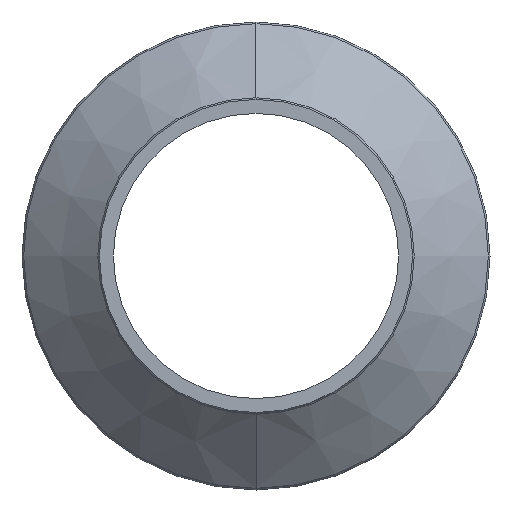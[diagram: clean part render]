
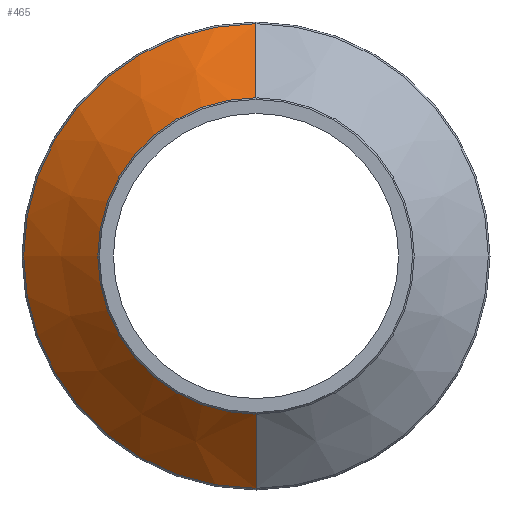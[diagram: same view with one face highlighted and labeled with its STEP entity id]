
A CAD part, left-side view. The second image highlights one B-rep face of the part: STEP entity #465.
In plain terms, the highlighted conical face has half-angle 49 degrees and reference radius 34 mm.
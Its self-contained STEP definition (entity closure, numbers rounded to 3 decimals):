
#16 = CONICAL_SURFACE ( 'NONE', #411, 34., 0.855 ) ;
#48 = VERTEX_POINT ( 'NONE', #539 ) ;
#125 = EDGE_CURVE ( 'NONE', #1194, #48, #319, .T. ) ;
#144 = CIRCLE ( 'NONE', #1116, 33.392 ) ;
#173 = CARTESIAN_POINT ( 'NONE',  ( -0.528, 0., -33.392 ) ) ;
#185 = CARTESIAN_POINT ( 'NONE',  ( -9.788, 0., -22.741 ) ) ;
#203 = ORIENTED_EDGE ( 'NONE', *, *, #338, .F. ) ;
#214 = CARTESIAN_POINT ( 'NONE',  ( 0., 0., -34. ) ) ;
#256 = DIRECTION ( 'NONE',  ( 1., 0., 0. ) ) ;
#265 = VECTOR ( 'NONE', #536, 1000. ) ;
#286 = CARTESIAN_POINT ( 'NONE',  ( -9.788, 0., 0. ) ) ;
#319 = LINE ( 'NONE', #491, #265 ) ;
#338 = EDGE_CURVE ( 'NONE', #1372, #1060, #776, .T. ) ;
#364 = CARTESIAN_POINT ( 'NONE',  ( 0., 0., 0. ) ) ;
#376 = DIRECTION ( 'NONE',  ( 1., 0., 0. ) ) ;
#388 = DIRECTION ( 'NONE',  ( 0., 0., -1. ) ) ;
#389 = VECTOR ( 'NONE', #476, 1000. ) ;
#411 = AXIS2_PLACEMENT_3D ( 'NONE', #364, #256, #730 ) ;
#465 = ADVANCED_FACE ( 'NONE', ( #787 ), #16, .T. ) ;
#476 = DIRECTION ( 'NONE',  ( 0.656, 0., -0.755 ) ) ;
#491 = CARTESIAN_POINT ( 'NONE',  ( 0., 0., 34. ) ) ;
#536 = DIRECTION ( 'NONE',  ( 0.656, 0., 0.755 ) ) ;
#539 = CARTESIAN_POINT ( 'NONE',  ( -0.528, 0., 33.392 ) ) ;
#573 = EDGE_CURVE ( 'NONE', #48, #1060, #144, .T. ) ;
#576 = EDGE_LOOP ( 'NONE', ( #647, #1080, #1218, #203 ) ) ;
#647 = ORIENTED_EDGE ( 'NONE', *, *, #1299, .T. ) ;
#721 = DIRECTION ( 'NONE',  ( -1., 0., 0. ) ) ;
#730 = DIRECTION ( 'NONE',  ( 0., 0., -1. ) ) ;
#776 = LINE ( 'NONE', #214, #389 ) ;
#782 = DIRECTION ( 'NONE',  ( 0., 0., -1. ) ) ;
#787 = FACE_OUTER_BOUND ( 'NONE', #576, .T. ) ;
#882 = CIRCLE ( 'NONE', #1125, 22.741 ) ;
#945 = CARTESIAN_POINT ( 'NONE',  ( -0.528, 0., 0. ) ) ;
#1060 = VERTEX_POINT ( 'NONE', #173 ) ;
#1080 = ORIENTED_EDGE ( 'NONE', *, *, #125, .T. ) ;
#1116 = AXIS2_PLACEMENT_3D ( 'NONE', #945, #721, #782 ) ;
#1125 = AXIS2_PLACEMENT_3D ( 'NONE', #286, #376, #388 ) ;
#1194 = VERTEX_POINT ( 'NONE', #1388 ) ;
#1218 = ORIENTED_EDGE ( 'NONE', *, *, #573, .T. ) ;
#1299 = EDGE_CURVE ( 'NONE', #1372, #1194, #882, .T. ) ;
#1372 = VERTEX_POINT ( 'NONE', #185 ) ;
#1388 = CARTESIAN_POINT ( 'NONE',  ( -9.788, 0., 22.741 ) ) ;
